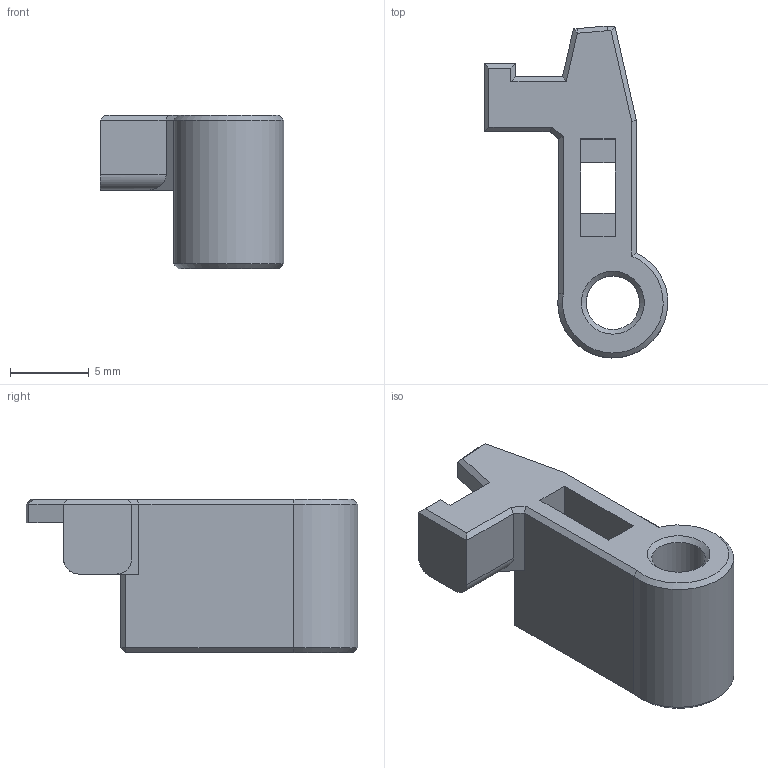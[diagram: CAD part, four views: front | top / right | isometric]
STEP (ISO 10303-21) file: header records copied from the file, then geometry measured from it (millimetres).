
FILE_DESCRIPTION(/* description */ (''),/* implementation_level */ '2;1');
FILE_NAME(/* name */ 'MB-printhead.fs-lever-R6-IF.step',/* time_stamp */ '2023-04-08T18:31:50+02:00',/* author */ (''),/* organization */ (''),/* preprocessor_version */ 'ST-DEVELOPER v19.2',/* originating_system */ 'Autodesk Translation Framework v12.4.0.73',/* authorisation */ '');
FILE_SCHEMA (('AUTOMOTIVE_DESIGN { 1 0 10303 214 3 1 1 }'));
Length unit declared in the file: millimetre
Products named in the file (1): MB-fs-lever
Bounding box: 11.67 x 21.08 x 9.75 mm (x, y, z)
Volume: 716.3 mm3; surface area: 918.9 mm2
Topology: 1 solids, 1 shells, 54 faces, 132 edges, 80 vertices
Faces by surface type: plane 46, cone 4, cylinder 4
Full cylindrical faces by diameter (mm): 3.4 x1
Entity records: 1583 total; most frequent: CARTESIAN_POINT 273, ORIENTED_EDGE 264, DIRECTION 256, EDGE_CURVE 132, LINE 114, VECTOR 114, VERTEX_POINT 80, AXIS2_PLACEMENT_3D 71
